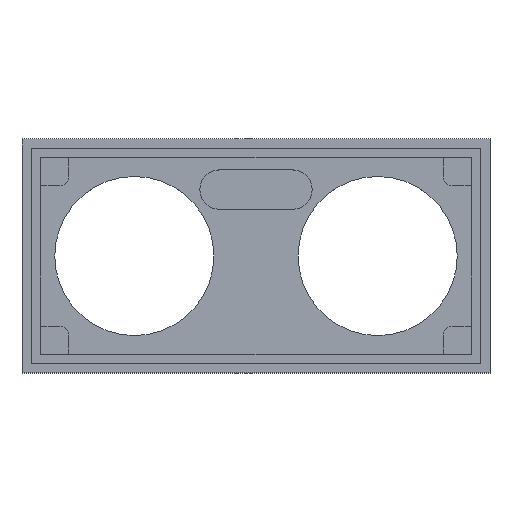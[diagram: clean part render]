
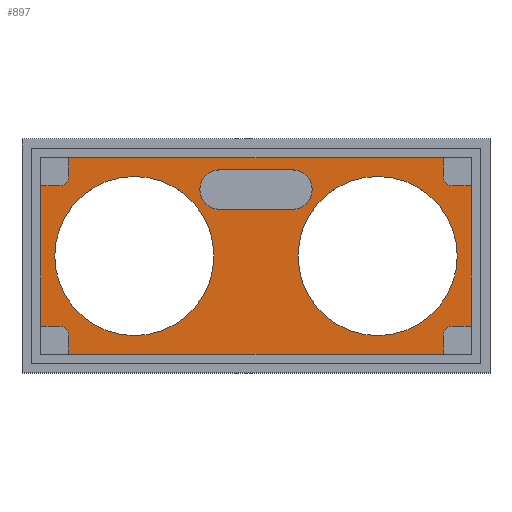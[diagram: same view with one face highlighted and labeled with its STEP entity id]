
A CAD part, top view. The second image highlights one B-rep face of the part: STEP entity #897.
In plain terms, the highlighted planar face has unit normal (0, 0, 1).
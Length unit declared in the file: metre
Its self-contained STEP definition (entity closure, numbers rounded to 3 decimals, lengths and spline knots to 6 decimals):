
#19=CIRCLE('',#959,0.0021);
#21=CIRCLE('',#963,0.0021);
#23=CIRCLE('',#967,0.0085);
#25=CIRCLE('',#970,0.0085);
#26=CIRCLE('',#972,0.001);
#27=CIRCLE('',#973,0.001);
#28=CIRCLE('',#974,0.001);
#29=CIRCLE('',#975,0.001);
#100=ORIENTED_EDGE('',*,*,#343,.F.);
#101=ORIENTED_EDGE('',*,*,#341,.F.);
#102=ORIENTED_EDGE('',*,*,#330,.F.);
#103=ORIENTED_EDGE('',*,*,#334,.T.);
#104=ORIENTED_EDGE('',*,*,#337,.F.);
#105=ORIENTED_EDGE('',*,*,#339,.F.);
#106=ORIENTED_EDGE('',*,*,#344,.T.);
#107=ORIENTED_EDGE('',*,*,#345,.T.);
#108=ORIENTED_EDGE('',*,*,#346,.T.);
#109=ORIENTED_EDGE('',*,*,#347,.T.);
#110=ORIENTED_EDGE('',*,*,#348,.F.);
#111=ORIENTED_EDGE('',*,*,#349,.T.);
#112=ORIENTED_EDGE('',*,*,#350,.T.);
#113=ORIENTED_EDGE('',*,*,#351,.F.);
#114=ORIENTED_EDGE('',*,*,#352,.F.);
#115=ORIENTED_EDGE('',*,*,#353,.T.);
#116=ORIENTED_EDGE('',*,*,#354,.F.);
#117=ORIENTED_EDGE('',*,*,#355,.F.);
#118=ORIENTED_EDGE('',*,*,#356,.T.);
#119=ORIENTED_EDGE('',*,*,#357,.T.);
#120=ORIENTED_EDGE('',*,*,#358,.F.);
#121=ORIENTED_EDGE('',*,*,#359,.T.);
#330=EDGE_CURVE('',#452,#453,#19,.T.);
#334=EDGE_CURVE('',#452,#455,#540,.T.);
#337=EDGE_CURVE('',#457,#455,#21,.T.);
#339=EDGE_CURVE('',#453,#457,#543,.T.);
#341=EDGE_CURVE('',#459,#459,#23,.T.);
#343=EDGE_CURVE('',#461,#461,#25,.T.);
#344=EDGE_CURVE('',#462,#463,#544,.T.);
#345=EDGE_CURVE('',#463,#464,#26,.F.);
#346=EDGE_CURVE('',#464,#465,#545,.T.);
#347=EDGE_CURVE('',#465,#466,#546,.T.);
#348=EDGE_CURVE('',#467,#466,#547,.T.);
#349=EDGE_CURVE('',#467,#468,#27,.F.);
#350=EDGE_CURVE('',#468,#469,#548,.T.);
#351=EDGE_CURVE('',#470,#469,#549,.T.);
#352=EDGE_CURVE('',#471,#470,#550,.T.);
#353=EDGE_CURVE('',#471,#472,#28,.F.);
#354=EDGE_CURVE('',#473,#472,#551,.T.);
#355=EDGE_CURVE('',#474,#473,#552,.T.);
#356=EDGE_CURVE('',#474,#475,#553,.T.);
#357=EDGE_CURVE('',#475,#476,#29,.F.);
#358=EDGE_CURVE('',#477,#476,#554,.T.);
#359=EDGE_CURVE('',#477,#462,#555,.T.);
#452=VERTEX_POINT('',#1346);
#453=VERTEX_POINT('',#1348);
#455=VERTEX_POINT('',#1354);
#457=VERTEX_POINT('',#1360);
#459=VERTEX_POINT('',#1369);
#461=VERTEX_POINT('',#1374);
#462=VERTEX_POINT('',#1377);
#463=VERTEX_POINT('',#1378);
#464=VERTEX_POINT('',#1380);
#465=VERTEX_POINT('',#1382);
#466=VERTEX_POINT('',#1384);
#467=VERTEX_POINT('',#1386);
#468=VERTEX_POINT('',#1388);
#469=VERTEX_POINT('',#1390);
#470=VERTEX_POINT('',#1392);
#471=VERTEX_POINT('',#1394);
#472=VERTEX_POINT('',#1396);
#473=VERTEX_POINT('',#1398);
#474=VERTEX_POINT('',#1400);
#475=VERTEX_POINT('',#1402);
#476=VERTEX_POINT('',#1404);
#477=VERTEX_POINT('',#1406);
#540=LINE('',#1355,#644);
#543=LINE('',#1364,#647);
#544=LINE('',#1376,#648);
#545=LINE('',#1381,#649);
#546=LINE('',#1383,#650);
#547=LINE('',#1385,#651);
#548=LINE('',#1389,#652);
#549=LINE('',#1391,#653);
#550=LINE('',#1393,#654);
#551=LINE('',#1397,#655);
#552=LINE('',#1399,#656);
#553=LINE('',#1401,#657);
#554=LINE('',#1405,#658);
#555=LINE('',#1407,#659);
#644=VECTOR('',#1082,1.);
#647=VECTOR('',#1093,1.);
#648=VECTOR('',#1108,1.);
#649=VECTOR('',#1111,1.);
#650=VECTOR('',#1112,1.);
#651=VECTOR('',#1113,1.);
#652=VECTOR('',#1116,1.);
#653=VECTOR('',#1117,1.);
#654=VECTOR('',#1118,1.);
#655=VECTOR('',#1121,1.);
#656=VECTOR('',#1122,1.);
#657=VECTOR('',#1123,1.);
#658=VECTOR('',#1126,1.);
#659=VECTOR('',#1127,1.);
#732=EDGE_LOOP('',(#100));
#733=EDGE_LOOP('',(#101));
#734=EDGE_LOOP('',(#102,#103,#104,#105));
#735=EDGE_LOOP('',(#106,#107,#108,#109,#110,#111,#112,#113,#114,#115,#116,
#117,#118,#119,#120,#121));
#796=FACE_BOUND('',#732,.T.);
#797=FACE_BOUND('',#733,.T.);
#798=FACE_BOUND('',#734,.T.);
#799=FACE_BOUND('',#735,.T.);
#854=PLANE('',#971);
#897=ADVANCED_FACE('',(#796,#797,#798,#799),#854,.T.);
#959=AXIS2_PLACEMENT_3D('',#1347,#1075,#1076);
#963=AXIS2_PLACEMENT_3D('',#1361,#1088,#1089);
#967=AXIS2_PLACEMENT_3D('',#1368,#1098,#1099);
#970=AXIS2_PLACEMENT_3D('',#1373,#1104,#1105);
#971=AXIS2_PLACEMENT_3D('',#1375,#1106,#1107);
#972=AXIS2_PLACEMENT_3D('',#1379,#1109,#1110);
#973=AXIS2_PLACEMENT_3D('',#1387,#1114,#1115);
#974=AXIS2_PLACEMENT_3D('',#1395,#1119,#1120);
#975=AXIS2_PLACEMENT_3D('',#1403,#1124,#1125);
#1075=DIRECTION('',(0.,0.,1.));
#1076=DIRECTION('',(1.,0.,0.));
#1082=DIRECTION('',(1.,0.,0.));
#1088=DIRECTION('',(0.,0.,1.));
#1089=DIRECTION('',(1.,0.,0.));
#1093=DIRECTION('',(1.,0.,0.));
#1098=DIRECTION('',(0.,0.,1.));
#1099=DIRECTION('',(1.,0.,0.));
#1104=DIRECTION('',(0.,0.,1.));
#1105=DIRECTION('',(1.,0.,0.));
#1106=DIRECTION('',(0.,0.,1.));
#1107=DIRECTION('',(1.,0.,0.));
#1108=DIRECTION('',(1.,0.,0.));
#1109=DIRECTION('',(0.,0.,1.));
#1110=DIRECTION('',(1.,0.,0.));
#1111=DIRECTION('',(0.,-1.,0.));
#1112=DIRECTION('',(1.,0.,0.));
#1113=DIRECTION('',(0.,-1.,0.));
#1114=DIRECTION('',(0.,0.,1.));
#1115=DIRECTION('',(1.,0.,0.));
#1116=DIRECTION('',(1.,0.,0.));
#1117=DIRECTION('',(0.,-1.,0.));
#1118=DIRECTION('',(1.,0.,0.));
#1119=DIRECTION('',(0.,0.,1.));
#1120=DIRECTION('',(1.,0.,0.));
#1121=DIRECTION('',(0.,-1.,0.));
#1122=DIRECTION('',(1.,0.,0.));
#1123=DIRECTION('',(0.,-1.,0.));
#1124=DIRECTION('',(0.,0.,1.));
#1125=DIRECTION('',(1.,0.,0.));
#1126=DIRECTION('',(1.,0.,0.));
#1127=DIRECTION('',(0.,-1.,0.));
#1346=CARTESIAN_POINT('',(-0.053006,0.009866,0.002));
#1347=CARTESIAN_POINT('',(-0.053006,0.007766,0.002));
#1348=CARTESIAN_POINT('',(-0.053006,0.005666,0.002));
#1354=CARTESIAN_POINT('',(-0.045206,0.009866,0.002));
#1355=CARTESIAN_POINT('',(-0.049106,0.009866,0.002));
#1360=CARTESIAN_POINT('',(-0.045206,0.005666,0.002));
#1361=CARTESIAN_POINT('',(-0.045206,0.007766,0.002));
#1364=CARTESIAN_POINT('',(-0.049106,0.005666,0.002));
#1368=CARTESIAN_POINT('',(-0.036106,0.000666,0.002));
#1369=CARTESIAN_POINT('',(-0.027606,0.000666,0.002));
#1373=CARTESIAN_POINT('',(-0.062106,0.000666,0.002));
#1374=CARTESIAN_POINT('',(-0.053606,0.000666,0.002));
#1375=CARTESIAN_POINT('',(-0.049106,0.000666,0.002));
#1376=CARTESIAN_POINT('',(-0.070606,-0.006834,0.002));
#1377=CARTESIAN_POINT('',(-0.072106,-0.006834,0.002));
#1378=CARTESIAN_POINT('',(-0.070106,-0.006834,0.002));
#1379=CARTESIAN_POINT('',(-0.070106,-0.007834,0.002));
#1380=CARTESIAN_POINT('',(-0.069106,-0.007834,0.002));
#1381=CARTESIAN_POINT('',(-0.069106,-0.008334,0.002));
#1382=CARTESIAN_POINT('',(-0.069106,-0.009834,0.002));
#1383=CARTESIAN_POINT('',(-0.049106,-0.009834,0.002));
#1384=CARTESIAN_POINT('',(-0.029106,-0.009834,0.002));
#1385=CARTESIAN_POINT('',(-0.029106,-0.008334,0.002));
#1386=CARTESIAN_POINT('',(-0.029106,-0.007834,0.002));
#1387=CARTESIAN_POINT('',(-0.028106,-0.007834,0.002));
#1388=CARTESIAN_POINT('',(-0.028106,-0.006834,0.002));
#1389=CARTESIAN_POINT('',(-0.027606,-0.006834,0.002));
#1390=CARTESIAN_POINT('',(-0.026106,-0.006834,0.002));
#1391=CARTESIAN_POINT('',(-0.026106,0.000666,0.002));
#1392=CARTESIAN_POINT('',(-0.026106,0.008166,0.002));
#1393=CARTESIAN_POINT('',(-0.027606,0.008166,0.002));
#1394=CARTESIAN_POINT('',(-0.028106,0.008166,0.002));
#1395=CARTESIAN_POINT('',(-0.028106,0.009166,0.002));
#1396=CARTESIAN_POINT('',(-0.029106,0.009166,0.002));
#1397=CARTESIAN_POINT('',(-0.029106,0.009666,0.002));
#1398=CARTESIAN_POINT('',(-0.029106,0.011166,0.002));
#1399=CARTESIAN_POINT('',(-0.049106,0.011166,0.002));
#1400=CARTESIAN_POINT('',(-0.069106,0.011166,0.002));
#1401=CARTESIAN_POINT('',(-0.069106,0.009666,0.002));
#1402=CARTESIAN_POINT('',(-0.069106,0.009166,0.002));
#1403=CARTESIAN_POINT('',(-0.070106,0.009166,0.002));
#1404=CARTESIAN_POINT('',(-0.070106,0.008166,0.002));
#1405=CARTESIAN_POINT('',(-0.070606,0.008166,0.002));
#1406=CARTESIAN_POINT('',(-0.072106,0.008166,0.002));
#1407=CARTESIAN_POINT('',(-0.072106,0.000666,0.002));
